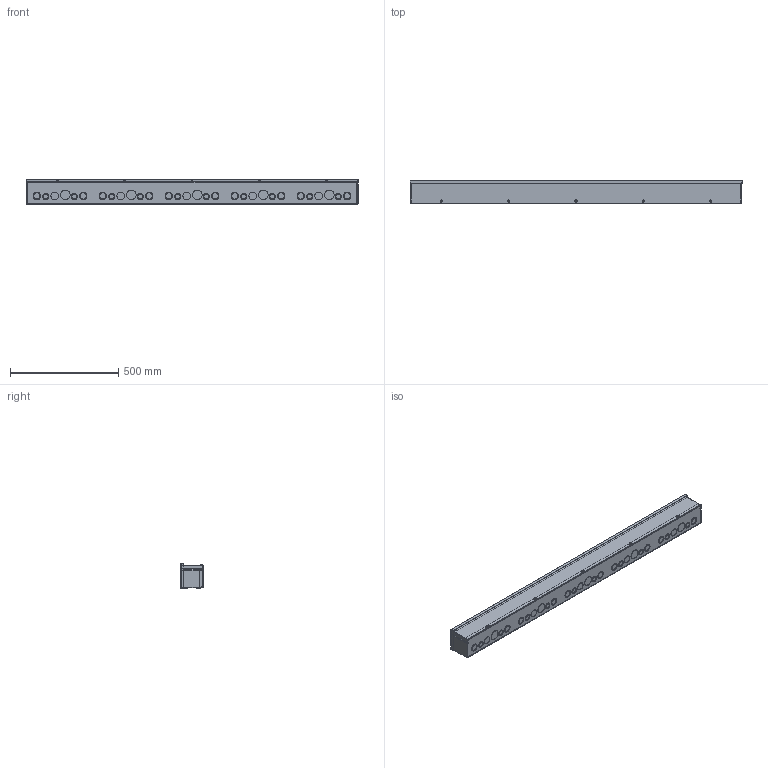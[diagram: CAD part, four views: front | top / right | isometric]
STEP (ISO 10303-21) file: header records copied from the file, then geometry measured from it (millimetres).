
FILE_DESCRIPTION(/* description */ ('RSCG, NEMA 3R, CS, BLR, 4X4X60'),/* implementation_level */ '2;1');
FILE_NAME(/* name */ 'RSCG040460.stp',/* time_stamp */ '2015-06-11T21:06:00+06:00',/* author */ ('schinnathambi'),/* organization */ (''),/* preprocessor_version */ 'ST-DEVELOPER v15.2',/* originating_system */ 'Autodesk Inventor 2014',/* authorisation */ '');
FILE_SCHEMA (('AUTOMOTIVE_DESIGN { 1 0 10303 214 3 1 1 }'));
Products named in the file (8): RSCG040460BLR; RSCG0460BTM; RSCG0460CAP; RSCG60STRAP; RSCG0460LID; 31813; HFW372196; RSCG040460
Bounding box: 1533.53 x 106.34 x 115.9 mm (x, y, z)
Volume: 1296599.1 mm3; surface area: 1689452 mm2
Topology: 34 solids, 36 shells, 1945 faces, 5001 edges, 3129 vertices
Faces by surface type: plane 880, cylinder 664, torus 166, bspline 157, cone 78
Full cylindrical faces by diameter (mm): 3.68 x10, 4.826 x80, 6.35 x7, 7.144 x4, 7.925 x5, 10.516 x5
Entity records: 57996 total; most frequent: CARTESIAN_POINT 17801, ORIENTED_EDGE 8184, DIRECTION 7868, EDGE_CURVE 3972, AXIS2_PLACEMENT_3D 2827, VERTEX_POINT 2497, LINE 2214, VECTOR 2214
